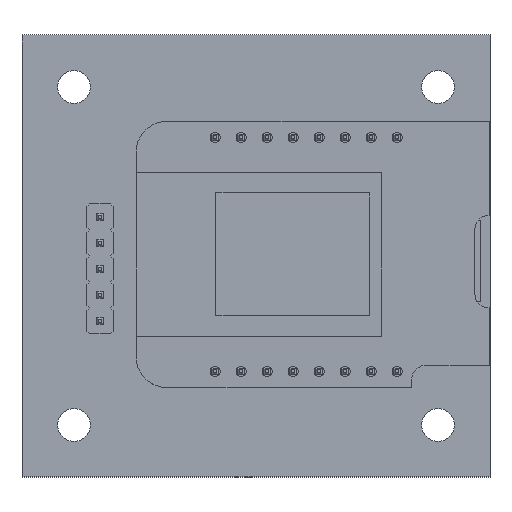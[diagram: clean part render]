
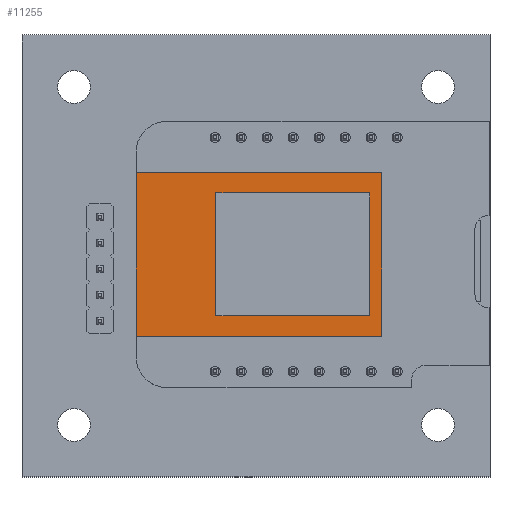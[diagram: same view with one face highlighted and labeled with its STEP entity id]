
A CAD part, top view. The second image highlights one B-rep face of the part: STEP entity #11255.
In plain terms, the highlighted planar face has unit normal (0, 0, 1).
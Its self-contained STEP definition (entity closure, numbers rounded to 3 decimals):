
#8509 = PLANE('',#8510);
#8510 = AXIS2_PLACEMENT_3D('',#8511,#8512,#8513);
#8511 = CARTESIAN_POINT('',(19.42,-16.27,11.1));
#8512 = DIRECTION('',(-1.,0.,0.));
#8513 = DIRECTION('',(0.,1.,0.));
#8537 = PLANE('',#8538);
#8538 = AXIS2_PLACEMENT_3D('',#8539,#8540,#8541);
#8539 = CARTESIAN_POINT('',(3.42,-16.27,11.1));
#8540 = DIRECTION('',(0.,1.,0.));
#8541 = DIRECTION('',(1.,0.,0.));
#8565 = PLANE('',#8566);
#8566 = AXIS2_PLACEMENT_3D('',#8567,#8568,#8569);
#8567 = CARTESIAN_POINT('',(3.42,7.73,11.1));
#8568 = DIRECTION('',(1.,0.,0.));
#8569 = DIRECTION('',(0.,-1.,0.));
#10006 = PLANE('',#10007);
#10007 = AXIS2_PLACEMENT_3D('',#10008,#10009,#10010);
#10008 = CARTESIAN_POINT('',(19.42,7.73,11.1));
#10009 = DIRECTION('',(0.,-1.,0.));
#10010 = DIRECTION('',(-1.,0.,0.));
#10044 = VERTEX_POINT('',#10045);
#10045 = CARTESIAN_POINT('',(3.42,7.73,12.3));
#10066 = EDGE_CURVE('',#10044,#10067,#10069,.T.);
#10067 = VERTEX_POINT('',#10068);
#10068 = CARTESIAN_POINT('',(3.42,-16.27,12.3));
#10069 = SURFACE_CURVE('',#10070,(#10074,#10081),.PCURVE_S1.);
#10070 = LINE('',#10071,#10072);
#10071 = CARTESIAN_POINT('',(3.42,7.73,12.3));
#10072 = VECTOR('',#10073,1.);
#10073 = DIRECTION('',(0.,-1.,0.));
#10074 = PCURVE('',#8565,#10075);
#10075 = DEFINITIONAL_REPRESENTATION('',(#10076),#10080);
#10076 = LINE('',#10077,#10078);
#10077 = CARTESIAN_POINT('',(0.,-1.2));
#10078 = VECTOR('',#10079,1.);
#10079 = DIRECTION('',(1.,0.));
#10080 = ( GEOMETRIC_REPRESENTATION_CONTEXT(2) 
PARAMETRIC_REPRESENTATION_CONTEXT() REPRESENTATION_CONTEXT('2D SPACE',''
  ) );
#10081 = PCURVE('',#10082,#10087);
#10082 = PLANE('',#10083);
#10083 = AXIS2_PLACEMENT_3D('',#10084,#10085,#10086);
#10084 = CARTESIAN_POINT('',(11.42,-4.27,12.3));
#10085 = DIRECTION('',(0.,0.,1.));
#10086 = DIRECTION('',(1.,0.,-0.));
#10087 = DEFINITIONAL_REPRESENTATION('',(#10088),#10092);
#10088 = LINE('',#10089,#10090);
#10089 = CARTESIAN_POINT('',(-8.,12.));
#10090 = VECTOR('',#10091,1.);
#10091 = DIRECTION('',(0.,-1.));
#10092 = ( GEOMETRIC_REPRESENTATION_CONTEXT(2) 
PARAMETRIC_REPRESENTATION_CONTEXT() REPRESENTATION_CONTEXT('2D SPACE',''
  ) );
#10120 = EDGE_CURVE('',#10067,#10121,#10123,.T.);
#10121 = VERTEX_POINT('',#10122);
#10122 = CARTESIAN_POINT('',(19.42,-16.27,12.3));
#10123 = SURFACE_CURVE('',#10124,(#10128,#10135),.PCURVE_S1.);
#10124 = LINE('',#10125,#10126);
#10125 = CARTESIAN_POINT('',(3.42,-16.27,12.3));
#10126 = VECTOR('',#10127,1.);
#10127 = DIRECTION('',(1.,0.,0.));
#10128 = PCURVE('',#8537,#10129);
#10129 = DEFINITIONAL_REPRESENTATION('',(#10130),#10134);
#10130 = LINE('',#10131,#10132);
#10131 = CARTESIAN_POINT('',(0.,-1.2));
#10132 = VECTOR('',#10133,1.);
#10133 = DIRECTION('',(1.,0.));
#10134 = ( GEOMETRIC_REPRESENTATION_CONTEXT(2) 
PARAMETRIC_REPRESENTATION_CONTEXT() REPRESENTATION_CONTEXT('2D SPACE',''
  ) );
#10135 = PCURVE('',#10082,#10136);
#10136 = DEFINITIONAL_REPRESENTATION('',(#10137),#10141);
#10137 = LINE('',#10138,#10139);
#10138 = CARTESIAN_POINT('',(-8.,-12.));
#10139 = VECTOR('',#10140,1.);
#10140 = DIRECTION('',(1.,0.));
#10141 = ( GEOMETRIC_REPRESENTATION_CONTEXT(2) 
PARAMETRIC_REPRESENTATION_CONTEXT() REPRESENTATION_CONTEXT('2D SPACE',''
  ) );
#10169 = EDGE_CURVE('',#10121,#10170,#10172,.T.);
#10170 = VERTEX_POINT('',#10171);
#10171 = CARTESIAN_POINT('',(19.42,7.73,12.3));
#10172 = SURFACE_CURVE('',#10173,(#10177,#10184),.PCURVE_S1.);
#10173 = LINE('',#10174,#10175);
#10174 = CARTESIAN_POINT('',(19.42,-16.27,12.3));
#10175 = VECTOR('',#10176,1.);
#10176 = DIRECTION('',(0.,1.,0.));
#10177 = PCURVE('',#8509,#10178);
#10178 = DEFINITIONAL_REPRESENTATION('',(#10179),#10183);
#10179 = LINE('',#10180,#10181);
#10180 = CARTESIAN_POINT('',(0.,-1.2));
#10181 = VECTOR('',#10182,1.);
#10182 = DIRECTION('',(1.,0.));
#10183 = ( GEOMETRIC_REPRESENTATION_CONTEXT(2) 
PARAMETRIC_REPRESENTATION_CONTEXT() REPRESENTATION_CONTEXT('2D SPACE',''
  ) );
#10184 = PCURVE('',#10082,#10185);
#10185 = DEFINITIONAL_REPRESENTATION('',(#10186),#10190);
#10186 = LINE('',#10187,#10188);
#10187 = CARTESIAN_POINT('',(8.,-12.));
#10188 = VECTOR('',#10189,1.);
#10189 = DIRECTION('',(0.,1.));
#10190 = ( GEOMETRIC_REPRESENTATION_CONTEXT(2) 
PARAMETRIC_REPRESENTATION_CONTEXT() REPRESENTATION_CONTEXT('2D SPACE',''
  ) );
#11233 = EDGE_CURVE('',#10170,#10044,#11234,.T.);
#11234 = SURFACE_CURVE('',#11235,(#11239,#11246),.PCURVE_S1.);
#11235 = LINE('',#11236,#11237);
#11236 = CARTESIAN_POINT('',(19.42,7.73,12.3));
#11237 = VECTOR('',#11238,1.);
#11238 = DIRECTION('',(-1.,0.,0.));
#11239 = PCURVE('',#10006,#11240);
#11240 = DEFINITIONAL_REPRESENTATION('',(#11241),#11245);
#11241 = LINE('',#11242,#11243);
#11242 = CARTESIAN_POINT('',(0.,-1.2));
#11243 = VECTOR('',#11244,1.);
#11244 = DIRECTION('',(1.,0.));
#11245 = ( GEOMETRIC_REPRESENTATION_CONTEXT(2) 
PARAMETRIC_REPRESENTATION_CONTEXT() REPRESENTATION_CONTEXT('2D SPACE',''
  ) );
#11246 = PCURVE('',#10082,#11247);
#11247 = DEFINITIONAL_REPRESENTATION('',(#11248),#11252);
#11248 = LINE('',#11249,#11250);
#11249 = CARTESIAN_POINT('',(8.,12.));
#11250 = VECTOR('',#11251,1.);
#11251 = DIRECTION('',(-1.,0.));
#11252 = ( GEOMETRIC_REPRESENTATION_CONTEXT(2) 
PARAMETRIC_REPRESENTATION_CONTEXT() REPRESENTATION_CONTEXT('2D SPACE',''
  ) );
#11255 = ADVANCED_FACE('',(#11256,#11262),#10082,.T.);
#11256 = FACE_BOUND('',#11257,.T.);
#11257 = EDGE_LOOP('',(#11258,#11259,#11260,#11261));
#11258 = ORIENTED_EDGE('',*,*,#10120,.T.);
#11259 = ORIENTED_EDGE('',*,*,#10169,.T.);
#11260 = ORIENTED_EDGE('',*,*,#11233,.T.);
#11261 = ORIENTED_EDGE('',*,*,#10066,.T.);
#11262 = FACE_BOUND('',#11263,.T.);
#11263 = EDGE_LOOP('',(#11264,#11294,#11322,#11350));
#11264 = ORIENTED_EDGE('',*,*,#11265,.F.);
#11265 = EDGE_CURVE('',#11266,#11268,#11270,.T.);
#11266 = VERTEX_POINT('',#11267);
#11267 = CARTESIAN_POINT('',(5.42,-15.07,12.3));
#11268 = VERTEX_POINT('',#11269);
#11269 = CARTESIAN_POINT('',(17.42,-15.07,12.3));
#11270 = SURFACE_CURVE('',#11271,(#11275,#11282),.PCURVE_S1.);
#11271 = LINE('',#11272,#11273);
#11272 = CARTESIAN_POINT('',(5.42,-15.07,12.3));
#11273 = VECTOR('',#11274,1.);
#11274 = DIRECTION('',(1.,0.,0.));
#11275 = PCURVE('',#10082,#11276);
#11276 = DEFINITIONAL_REPRESENTATION('',(#11277),#11281);
#11277 = LINE('',#11278,#11279);
#11278 = CARTESIAN_POINT('',(-6.,-10.8));
#11279 = VECTOR('',#11280,1.);
#11280 = DIRECTION('',(1.,0.));
#11281 = ( GEOMETRIC_REPRESENTATION_CONTEXT(2) 
PARAMETRIC_REPRESENTATION_CONTEXT() REPRESENTATION_CONTEXT('2D SPACE',''
  ) );
#11282 = PCURVE('',#11283,#11288);
#11283 = PLANE('',#11284);
#11284 = AXIS2_PLACEMENT_3D('',#11285,#11286,#11287);
#11285 = CARTESIAN_POINT('',(5.42,-15.07,12.3));
#11286 = DIRECTION('',(0.,1.,0.));
#11287 = DIRECTION('',(1.,0.,0.));
#11288 = DEFINITIONAL_REPRESENTATION('',(#11289),#11293);
#11289 = LINE('',#11290,#11291);
#11290 = CARTESIAN_POINT('',(0.,0.));
#11291 = VECTOR('',#11292,1.);
#11292 = DIRECTION('',(1.,0.));
#11293 = ( GEOMETRIC_REPRESENTATION_CONTEXT(2) 
PARAMETRIC_REPRESENTATION_CONTEXT() REPRESENTATION_CONTEXT('2D SPACE',''
  ) );
#11294 = ORIENTED_EDGE('',*,*,#11295,.F.);
#11295 = EDGE_CURVE('',#11296,#11266,#11298,.T.);
#11296 = VERTEX_POINT('',#11297);
#11297 = CARTESIAN_POINT('',(5.42,-0.07,12.3));
#11298 = SURFACE_CURVE('',#11299,(#11303,#11310),.PCURVE_S1.);
#11299 = LINE('',#11300,#11301);
#11300 = CARTESIAN_POINT('',(5.42,-0.07,12.3));
#11301 = VECTOR('',#11302,1.);
#11302 = DIRECTION('',(0.,-1.,0.));
#11303 = PCURVE('',#10082,#11304);
#11304 = DEFINITIONAL_REPRESENTATION('',(#11305),#11309);
#11305 = LINE('',#11306,#11307);
#11306 = CARTESIAN_POINT('',(-6.,4.2));
#11307 = VECTOR('',#11308,1.);
#11308 = DIRECTION('',(0.,-1.));
#11309 = ( GEOMETRIC_REPRESENTATION_CONTEXT(2) 
PARAMETRIC_REPRESENTATION_CONTEXT() REPRESENTATION_CONTEXT('2D SPACE',''
  ) );
#11310 = PCURVE('',#11311,#11316);
#11311 = PLANE('',#11312);
#11312 = AXIS2_PLACEMENT_3D('',#11313,#11314,#11315);
#11313 = CARTESIAN_POINT('',(5.42,-0.07,12.3));
#11314 = DIRECTION('',(1.,0.,0.));
#11315 = DIRECTION('',(0.,-1.,0.));
#11316 = DEFINITIONAL_REPRESENTATION('',(#11317),#11321);
#11317 = LINE('',#11318,#11319);
#11318 = CARTESIAN_POINT('',(0.,0.));
#11319 = VECTOR('',#11320,1.);
#11320 = DIRECTION('',(1.,0.));
#11321 = ( GEOMETRIC_REPRESENTATION_CONTEXT(2) 
PARAMETRIC_REPRESENTATION_CONTEXT() REPRESENTATION_CONTEXT('2D SPACE',''
  ) );
#11322 = ORIENTED_EDGE('',*,*,#11323,.F.);
#11323 = EDGE_CURVE('',#11324,#11296,#11326,.T.);
#11324 = VERTEX_POINT('',#11325);
#11325 = CARTESIAN_POINT('',(17.42,-0.07,12.3));
#11326 = SURFACE_CURVE('',#11327,(#11331,#11338),.PCURVE_S1.);
#11327 = LINE('',#11328,#11329);
#11328 = CARTESIAN_POINT('',(17.42,-0.07,12.3));
#11329 = VECTOR('',#11330,1.);
#11330 = DIRECTION('',(-1.,0.,0.));
#11331 = PCURVE('',#10082,#11332);
#11332 = DEFINITIONAL_REPRESENTATION('',(#11333),#11337);
#11333 = LINE('',#11334,#11335);
#11334 = CARTESIAN_POINT('',(6.,4.2));
#11335 = VECTOR('',#11336,1.);
#11336 = DIRECTION('',(-1.,0.));
#11337 = ( GEOMETRIC_REPRESENTATION_CONTEXT(2) 
PARAMETRIC_REPRESENTATION_CONTEXT() REPRESENTATION_CONTEXT('2D SPACE',''
  ) );
#11338 = PCURVE('',#11339,#11344);
#11339 = PLANE('',#11340);
#11340 = AXIS2_PLACEMENT_3D('',#11341,#11342,#11343);
#11341 = CARTESIAN_POINT('',(17.42,-0.07,12.3));
#11342 = DIRECTION('',(0.,-1.,0.));
#11343 = DIRECTION('',(-1.,0.,0.));
#11344 = DEFINITIONAL_REPRESENTATION('',(#11345),#11349);
#11345 = LINE('',#11346,#11347);
#11346 = CARTESIAN_POINT('',(0.,-0.));
#11347 = VECTOR('',#11348,1.);
#11348 = DIRECTION('',(1.,0.));
#11349 = ( GEOMETRIC_REPRESENTATION_CONTEXT(2) 
PARAMETRIC_REPRESENTATION_CONTEXT() REPRESENTATION_CONTEXT('2D SPACE',''
  ) );
#11350 = ORIENTED_EDGE('',*,*,#11351,.F.);
#11351 = EDGE_CURVE('',#11268,#11324,#11352,.T.);
#11352 = SURFACE_CURVE('',#11353,(#11357,#11364),.PCURVE_S1.);
#11353 = LINE('',#11354,#11355);
#11354 = CARTESIAN_POINT('',(17.42,-15.07,12.3));
#11355 = VECTOR('',#11356,1.);
#11356 = DIRECTION('',(0.,1.,0.));
#11357 = PCURVE('',#10082,#11358);
#11358 = DEFINITIONAL_REPRESENTATION('',(#11359),#11363);
#11359 = LINE('',#11360,#11361);
#11360 = CARTESIAN_POINT('',(6.,-10.8));
#11361 = VECTOR('',#11362,1.);
#11362 = DIRECTION('',(0.,1.));
#11363 = ( GEOMETRIC_REPRESENTATION_CONTEXT(2) 
PARAMETRIC_REPRESENTATION_CONTEXT() REPRESENTATION_CONTEXT('2D SPACE',''
  ) );
#11364 = PCURVE('',#11365,#11370);
#11365 = PLANE('',#11366);
#11366 = AXIS2_PLACEMENT_3D('',#11367,#11368,#11369);
#11367 = CARTESIAN_POINT('',(17.42,-15.07,12.3));
#11368 = DIRECTION('',(-1.,0.,0.));
#11369 = DIRECTION('',(0.,1.,0.));
#11370 = DEFINITIONAL_REPRESENTATION('',(#11371),#11375);
#11371 = LINE('',#11372,#11373);
#11372 = CARTESIAN_POINT('',(0.,0.));
#11373 = VECTOR('',#11374,1.);
#11374 = DIRECTION('',(1.,0.));
#11375 = ( GEOMETRIC_REPRESENTATION_CONTEXT(2) 
PARAMETRIC_REPRESENTATION_CONTEXT() REPRESENTATION_CONTEXT('2D SPACE',''
  ) );
